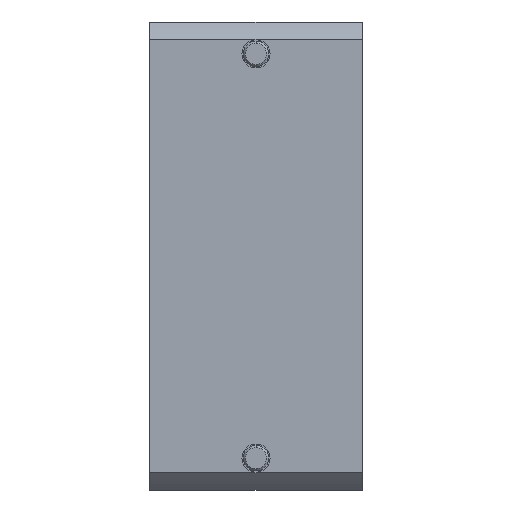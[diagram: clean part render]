
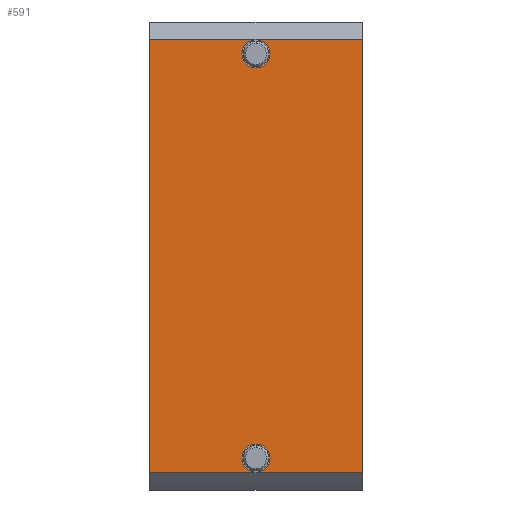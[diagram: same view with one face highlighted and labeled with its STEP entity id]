
A CAD part, front view. The second image highlights one B-rep face of the part: STEP entity #591.
In plain terms, the highlighted planar face has unit normal (0, -1, 0).
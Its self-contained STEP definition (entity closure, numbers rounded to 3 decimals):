
#57 = CIRCLE ( 'NONE', #2368, 3.3 ) ;
#127 = CARTESIAN_POINT ( 'NONE',  ( 0., -55., -50.8 ) ) ;
#245 = DIRECTION ( 'NONE',  ( 0., 1., 0. ) ) ;
#304 = CARTESIAN_POINT ( 'NONE',  ( -38.727, -55., 50.99 ) ) ;
#311 = EDGE_CURVE ( 'NONE', #2919, #2290, #2539, .T. ) ;
#328 = CARTESIAN_POINT ( 'NONE',  ( 25., -55., 50.99 ) ) ;
#331 = CIRCLE ( 'NONE', #1936, 3.3 ) ;
#353 = CARTESIAN_POINT ( 'NONE',  ( 25., -55., 55. ) ) ;
#465 = DIRECTION ( 'NONE',  ( 0., -1., 0. ) ) ;
#553 = EDGE_CURVE ( 'NONE', #1299, #2662, #2746, .T. ) ;
#591 = ADVANCED_FACE ( 'NONE', ( #1381, #2552, #2296 ), #1640, .T. ) ;
#607 = EDGE_CURVE ( 'NONE', #701, #1389, #1177, .T. ) ;
#664 = EDGE_LOOP ( 'NONE', ( #1968, #1531 ) ) ;
#701 = VERTEX_POINT ( 'NONE', #127 ) ;
#722 = CARTESIAN_POINT ( 'NONE',  ( 0., -55., -47.5 ) ) ;
#733 = VERTEX_POINT ( 'NONE', #2437 ) ;
#887 = EDGE_LOOP ( 'NONE', ( #1436, #2375 ) ) ;
#895 = CARTESIAN_POINT ( 'NONE',  ( -25., -55., 55. ) ) ;
#939 = DIRECTION ( 'NONE',  ( 0., 1., 0. ) ) ;
#947 = ORIENTED_EDGE ( 'NONE', *, *, #311, .T. ) ;
#960 = DIRECTION ( 'NONE',  ( 0., 0., -1. ) ) ;
#1106 = CARTESIAN_POINT ( 'NONE',  ( 0., -55., 50.8 ) ) ;
#1129 = CARTESIAN_POINT ( 'NONE',  ( -25., -55., 50.99 ) ) ;
#1144 = EDGE_CURVE ( 'NONE', #1219, #2919, #1870, .T. ) ;
#1177 = CIRCLE ( 'NONE', #1413, 3.3 ) ;
#1192 = DIRECTION ( 'NONE',  ( -1., 0., 0. ) ) ;
#1219 = VERTEX_POINT ( 'NONE', #328 ) ;
#1257 = LINE ( 'NONE', #353, #1939 ) ;
#1299 = VERTEX_POINT ( 'NONE', #2393 ) ;
#1354 = DIRECTION ( 'NONE',  ( 0., 0., -1. ) ) ;
#1375 = ORIENTED_EDGE ( 'NONE', *, *, #2862, .T. ) ;
#1376 = CARTESIAN_POINT ( 'NONE',  ( 0., -55., -44.2 ) ) ;
#1381 = FACE_OUTER_BOUND ( 'NONE', #2488, .T. ) ;
#1389 = VERTEX_POINT ( 'NONE', #1376 ) ;
#1410 = CARTESIAN_POINT ( 'NONE',  ( 0., -55., 47.5 ) ) ;
#1413 = AXIS2_PLACEMENT_3D ( 'NONE', #2263, #245, #2046 ) ;
#1434 = DIRECTION ( 'NONE',  ( 0., 0., 1. ) ) ;
#1436 = ORIENTED_EDGE ( 'NONE', *, *, #1979, .T. ) ;
#1531 = ORIENTED_EDGE ( 'NONE', *, *, #553, .T. ) ;
#1534 = ORIENTED_EDGE ( 'NONE', *, *, #1144, .T. ) ;
#1640 = PLANE ( 'NONE',  #2089 ) ;
#1661 = VECTOR ( 'NONE', #2312, 1000. ) ;
#1781 = CARTESIAN_POINT ( 'NONE',  ( -38.727, -55., -50.99 ) ) ;
#1850 = DIRECTION ( 'NONE',  ( 0., 0., 1. ) ) ;
#1870 = LINE ( 'NONE', #304, #2504 ) ;
#1886 = CARTESIAN_POINT ( 'NONE',  ( 0., -55., 47.5 ) ) ;
#1910 = DIRECTION ( 'NONE',  ( 0., 1., 0. ) ) ;
#1914 = DIRECTION ( 'NONE',  ( 0., 1., 0. ) ) ;
#1930 = CARTESIAN_POINT ( 'NONE',  ( -25., -55., -50.99 ) ) ;
#1936 = AXIS2_PLACEMENT_3D ( 'NONE', #722, #1910, #1434 ) ;
#1939 = VECTOR ( 'NONE', #960, 1000. ) ;
#1948 = VECTOR ( 'NONE', #2298, 1000. ) ;
#1968 = ORIENTED_EDGE ( 'NONE', *, *, #2344, .T. ) ;
#1979 = EDGE_CURVE ( 'NONE', #1389, #701, #331, .T. ) ;
#1980 = LINE ( 'NONE', #1781, #1948 ) ;
#2046 = DIRECTION ( 'NONE',  ( 0., 0., 1. ) ) ;
#2089 = AXIS2_PLACEMENT_3D ( 'NONE', #2308, #465, #1354 ) ;
#2259 = ORIENTED_EDGE ( 'NONE', *, *, #2325, .F. ) ;
#2263 = CARTESIAN_POINT ( 'NONE',  ( 0., -55., -47.5 ) ) ;
#2290 = VERTEX_POINT ( 'NONE', #1930 ) ;
#2296 = FACE_BOUND ( 'NONE', #887, .T. ) ;
#2298 = DIRECTION ( 'NONE',  ( 1., 0., 0. ) ) ;
#2308 = CARTESIAN_POINT ( 'NONE',  ( -25., -55., 55. ) ) ;
#2312 = DIRECTION ( 'NONE',  ( 0., 0., -1. ) ) ;
#2325 = EDGE_CURVE ( 'NONE', #1219, #733, #1257, .T. ) ;
#2344 = EDGE_CURVE ( 'NONE', #2662, #1299, #57, .T. ) ;
#2368 = AXIS2_PLACEMENT_3D ( 'NONE', #1886, #1914, #2825 ) ;
#2375 = ORIENTED_EDGE ( 'NONE', *, *, #607, .T. ) ;
#2393 = CARTESIAN_POINT ( 'NONE',  ( 0., -55., 44.2 ) ) ;
#2437 = CARTESIAN_POINT ( 'NONE',  ( 25., -55., -50.99 ) ) ;
#2488 = EDGE_LOOP ( 'NONE', ( #1534, #947, #1375, #2259 ) ) ;
#2504 = VECTOR ( 'NONE', #1192, 1000. ) ;
#2539 = LINE ( 'NONE', #895, #1661 ) ;
#2552 = FACE_BOUND ( 'NONE', #664, .T. ) ;
#2606 = AXIS2_PLACEMENT_3D ( 'NONE', #1410, #939, #1850 ) ;
#2662 = VERTEX_POINT ( 'NONE', #1106 ) ;
#2746 = CIRCLE ( 'NONE', #2606, 3.3 ) ;
#2825 = DIRECTION ( 'NONE',  ( 0., 0., 1. ) ) ;
#2862 = EDGE_CURVE ( 'NONE', #2290, #733, #1980, .T. ) ;
#2919 = VERTEX_POINT ( 'NONE', #1129 ) ;
